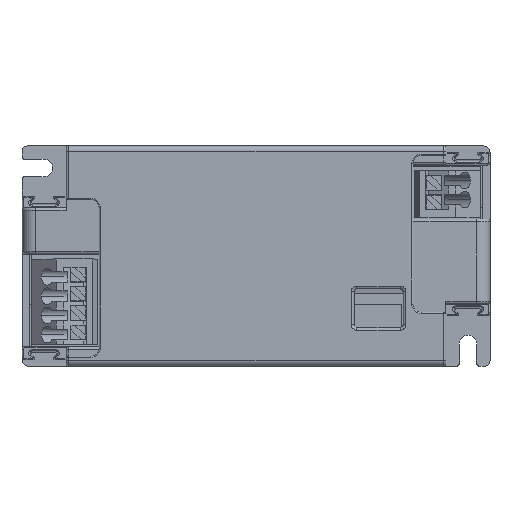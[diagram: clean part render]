
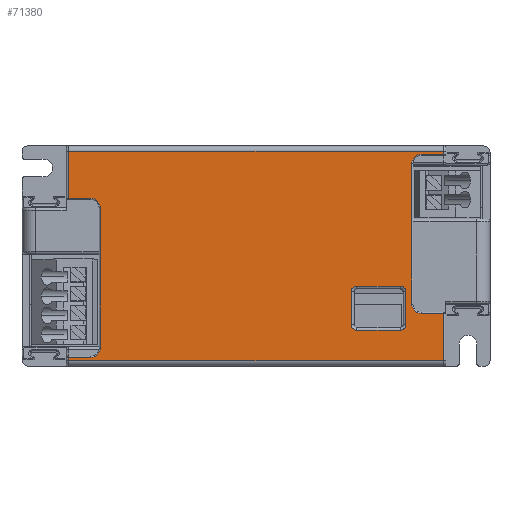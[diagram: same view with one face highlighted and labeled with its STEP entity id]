
A CAD part, top view. The second image highlights one B-rep face of the part: STEP entity #71380.
In plain terms, the highlighted face is planar.
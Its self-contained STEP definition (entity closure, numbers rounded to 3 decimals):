
#69290=CARTESIAN_POINT('',(0.,24.,0.));
#69300=DIRECTION('',(-0.,1.,0.));
#69310=DIRECTION('',(1.,0.,0.));
#69320=AXIS2_PLACEMENT_3D('',#69290,#69300,#69310);
#69330=PLANE('',#69320);
#69340=CARTESIAN_POINT('',(40.,24.,14.5));
#69350=DIRECTION('',(0.,0.,-1.));
#69360=VECTOR('',#69350,1.);
#69370=LINE('',#69340,#69360);
#69380=CARTESIAN_POINT('',(40.,24.,14.5));
#69390=VERTEX_POINT('',#69380);
#69400=CARTESIAN_POINT('',(40.,24.,5.95));
#69410=VERTEX_POINT('',#69400);
#69420=EDGE_CURVE('',#69390,#69410,#69370,.T.);
#69430=ORIENTED_EDGE('',*,*,#69420,.T.);
#69440=CARTESIAN_POINT('',(-28.,24.,14.5));
#69450=DIRECTION('',(1.,0.,0.));
#69460=VECTOR('',#69450,1.);
#69470=LINE('',#69440,#69460);
#69480=CARTESIAN_POINT('',(-28.,24.,14.5));
#69490=VERTEX_POINT('',#69480);
#69500=EDGE_CURVE('',#69490,#69390,#69470,.T.);
#69510=ORIENTED_EDGE('',*,*,#69500,.T.);
#69520=CARTESIAN_POINT('',(-28.,24.,13.95));
#69530=DIRECTION('',(0.,0.,1.));
#69540=VECTOR('',#69530,1.);
#69550=LINE('',#69520,#69540);
#69560=CARTESIAN_POINT('',(-28.,24.,13.95));
#69570=VERTEX_POINT('',#69560);
#69580=EDGE_CURVE('',#69570,#69490,#69550,.T.);
#69590=ORIENTED_EDGE('',*,*,#69580,.T.);
#69600=CARTESIAN_POINT('',(-24.,24.,13.95));
#69610=DIRECTION('',(-1.,0.,0.));
#69620=VECTOR('',#69610,1.);
#69630=LINE('',#69600,#69620);
#69640=CARTESIAN_POINT('',(-24.,24.,13.95));
#69650=VERTEX_POINT('',#69640);
#69660=EDGE_CURVE('',#69650,#69570,#69630,.T.);
#69670=ORIENTED_EDGE('',*,*,#69660,.T.);
#69680=CARTESIAN_POINT('',(-24.,24.,12.25));
#69690=DIRECTION('',(0.,1.,0.));
#69700=DIRECTION('',(0.,0.,1.));
#69710=AXIS2_PLACEMENT_3D('',#69680,#69690,#69700);
#69720=CIRCLE('',#69710,1.7);
#69730=CARTESIAN_POINT('',(-22.3,24.,12.25));
#69740=VERTEX_POINT('',#69730);
#69750=EDGE_CURVE('',#69650,#69740,#69720,.T.);
#69760=ORIENTED_EDGE('',*,*,#69750,.F.);
#69770=CARTESIAN_POINT('',(-22.3,24.,-13.25));
#69780=DIRECTION('',(0.,0.,1.));
#69790=VECTOR('',#69780,1.);
#69800=LINE('',#69770,#69790);
#69810=CARTESIAN_POINT('',(-22.3,24.,-13.25));
#69820=VERTEX_POINT('',#69810);
#69830=EDGE_CURVE('',#69820,#69740,#69800,.T.);
#69840=ORIENTED_EDGE('',*,*,#69830,.T.);
#69850=CARTESIAN_POINT('',(-24.,24.,-13.25));
#69860=DIRECTION('',(0.,1.,0.));
#69870=DIRECTION('',(1.,0.,0.));
#69880=AXIS2_PLACEMENT_3D('',#69850,#69860,#69870);
#69890=CIRCLE('',#69880,1.7);
#69900=CARTESIAN_POINT('',(-24.,24.,-14.95));
#69910=VERTEX_POINT('',#69900);
#69920=EDGE_CURVE('',#69820,#69910,#69890,.T.);
#69930=ORIENTED_EDGE('',*,*,#69920,.F.);
#69940=CARTESIAN_POINT('',(-28.,24.,-14.95));
#69950=DIRECTION('',(1.,0.,0.));
#69960=VECTOR('',#69950,1.);
#69970=LINE('',#69940,#69960);
#69980=CARTESIAN_POINT('',(-28.,24.,-14.95));
#69990=VERTEX_POINT('',#69980);
#70000=EDGE_CURVE('',#69990,#69910,#69970,.T.);
#70010=ORIENTED_EDGE('',*,*,#70000,.T.);
#70020=CARTESIAN_POINT('',(-28.,24.,-23.5));
#70030=DIRECTION('',(0.,0.,1.));
#70040=VECTOR('',#70030,1.);
#70050=LINE('',#70020,#70040);
#70060=CARTESIAN_POINT('',(-28.,24.,-23.5));
#70070=VERTEX_POINT('',#70060);
#70080=EDGE_CURVE('',#70070,#69990,#70050,.T.);
#70090=ORIENTED_EDGE('',*,*,#70080,.T.);
#70100=CARTESIAN_POINT('',(40.,24.,-23.5));
#70110=DIRECTION('',(-1.,0.,0.));
#70120=VECTOR('',#70110,1.);
#70130=LINE('',#70100,#70120);
#70140=CARTESIAN_POINT('',(40.,24.,-23.5));
#70150=VERTEX_POINT('',#70140);
#70160=EDGE_CURVE('',#70150,#70070,#70130,.T.);
#70170=ORIENTED_EDGE('',*,*,#70160,.T.);
#70180=CARTESIAN_POINT('',(40.,24.,-22.95));
#70190=DIRECTION('',(0.,0.,-1.));
#70200=VECTOR('',#70190,1.);
#70210=LINE('',#70180,#70200);
#70220=CARTESIAN_POINT('',(40.,24.,-22.95));
#70230=VERTEX_POINT('',#70220);
#70240=EDGE_CURVE('',#70230,#70150,#70210,.T.);
#70250=ORIENTED_EDGE('',*,*,#70240,.T.);
#70260=CARTESIAN_POINT('',(36.,24.,-22.95));
#70270=DIRECTION('',(1.,0.,0.));
#70280=VECTOR('',#70270,1.);
#70290=LINE('',#70260,#70280);
#70300=CARTESIAN_POINT('',(36.,24.,-22.95));
#70310=VERTEX_POINT('',#70300);
#70320=EDGE_CURVE('',#70310,#70230,#70290,.T.);
#70330=ORIENTED_EDGE('',*,*,#70320,.T.);
#70340=CARTESIAN_POINT('',(36.,24.,-21.25));
#70350=DIRECTION('',(0.,1.,0.));
#70360=DIRECTION('',(0.,0.,-1.));
#70370=AXIS2_PLACEMENT_3D('',#70340,#70350,#70360);
#70380=CIRCLE('',#70370,1.7);
#70390=CARTESIAN_POINT('',(34.3,24.,-21.25));
#70400=VERTEX_POINT('',#70390);
#70410=EDGE_CURVE('',#70310,#70400,#70380,.T.);
#70420=ORIENTED_EDGE('',*,*,#70410,.F.);
#70430=CARTESIAN_POINT('',(34.3,24.,4.25));
#70440=DIRECTION('',(0.,0.,-1.));
#70450=VECTOR('',#70440,1.);
#70460=LINE('',#70430,#70450);
#70470=CARTESIAN_POINT('',(34.3,24.,4.25));
#70480=VERTEX_POINT('',#70470);
#70490=EDGE_CURVE('',#70480,#70400,#70460,.T.);
#70500=ORIENTED_EDGE('',*,*,#70490,.T.);
#70510=CARTESIAN_POINT('',(36.,24.,4.25));
#70520=DIRECTION('',(0.,1.,0.));
#70530=DIRECTION('',(-1.,0.,0.));
#70540=AXIS2_PLACEMENT_3D('',#70510,#70520,#70530);
#70550=CIRCLE('',#70540,1.7);
#70560=CARTESIAN_POINT('',(36.,24.,5.95));
#70570=VERTEX_POINT('',#70560);
#70580=EDGE_CURVE('',#70480,#70570,#70550,.T.);
#70590=ORIENTED_EDGE('',*,*,#70580,.F.);
#70600=CARTESIAN_POINT('',(40.,24.,5.95));
#70610=DIRECTION('',(-1.,0.,0.));
#70620=VECTOR('',#70610,1.);
#70630=LINE('',#70600,#70620);
#70640=EDGE_CURVE('',#69410,#70570,#70630,.T.);
#70650=ORIENTED_EDGE('',*,*,#70640,.T.);
#70660=EDGE_LOOP('',(#70650,#70590,#70500,#70420,#70330,#70250,#70170,
#70090,#70010,#69930,#69840,#69760,#69670,#69590,#69510,#69430));
#70670=FACE_OUTER_BOUND('',#70660,.T.);
#70680=CARTESIAN_POINT('',(24.3,24.,8.));
#70690=DIRECTION('',(0.,1.,0.));
#70700=DIRECTION('',(-1.,0.,0.));
#70710=AXIS2_PLACEMENT_3D('',#70680,#70690,#70700);
#70720=CIRCLE('',#70710,1.);
#70730=CARTESIAN_POINT('',(23.3,24.,8.));
#70740=VERTEX_POINT('',#70730);
#70750=CARTESIAN_POINT('',(24.3,24.,9.));
#70760=VERTEX_POINT('',#70750);
#70770=EDGE_CURVE('',#70740,#70760,#70720,.T.);
#70780=ORIENTED_EDGE('',*,*,#70770,.F.);
#70790=CARTESIAN_POINT('',(32.2,24.,9.));
#70800=DIRECTION('',(-1.,0.,0.));
#70810=VECTOR('',#70800,1.);
#70820=LINE('',#70790,#70810);
#70830=CARTESIAN_POINT('',(32.2,24.,9.));
#70840=VERTEX_POINT('',#70830);
#70850=EDGE_CURVE('',#70840,#70760,#70820,.T.);
#70860=ORIENTED_EDGE('',*,*,#70850,.T.);
#70870=CARTESIAN_POINT('',(32.2,24.,8.));
#70880=DIRECTION('',(0.,1.,0.));
#70890=DIRECTION('',(0.,0.,1.));
#70900=AXIS2_PLACEMENT_3D('',#70870,#70880,#70890);
#70910=CIRCLE('',#70900,1.);
#70920=CARTESIAN_POINT('',(33.2,24.,8.));
#70930=VERTEX_POINT('',#70920);
#70940=EDGE_CURVE('',#70840,#70930,#70910,.T.);
#70950=ORIENTED_EDGE('',*,*,#70940,.F.);
#70960=CARTESIAN_POINT('',(33.2,24.,2.));
#70970=DIRECTION('',(0.,0.,1.));
#70980=VECTOR('',#70970,1.);
#70990=LINE('',#70960,#70980);
#71000=CARTESIAN_POINT('',(33.2,24.,2.));
#71010=VERTEX_POINT('',#71000);
#71020=EDGE_CURVE('',#71010,#70930,#70990,.T.);
#71030=ORIENTED_EDGE('',*,*,#71020,.T.);
#71040=CARTESIAN_POINT('',(32.2,24.,2.));
#71050=DIRECTION('',(0.,1.,0.));
#71060=DIRECTION('',(1.,0.,0.));
#71070=AXIS2_PLACEMENT_3D('',#71040,#71050,#71060);
#71080=CIRCLE('',#71070,1.);
#71090=CARTESIAN_POINT('',(32.2,24.,1.));
#71100=VERTEX_POINT('',#71090);
#71110=EDGE_CURVE('',#71010,#71100,#71080,.T.);
#71120=ORIENTED_EDGE('',*,*,#71110,.F.);
#71130=CARTESIAN_POINT('',(24.3,24.,1.));
#71140=DIRECTION('',(1.,0.,0.));
#71150=VECTOR('',#71140,1.);
#71160=LINE('',#71130,#71150);
#71170=CARTESIAN_POINT('',(24.3,24.,1.));
#71180=VERTEX_POINT('',#71170);
#71190=EDGE_CURVE('',#71180,#71100,#71160,.T.);
#71200=ORIENTED_EDGE('',*,*,#71190,.T.);
#71210=CARTESIAN_POINT('',(24.3,24.,2.));
#71220=DIRECTION('',(0.,1.,0.));
#71230=DIRECTION('',(0.,0.,-1.));
#71240=AXIS2_PLACEMENT_3D('',#71210,#71220,#71230);
#71250=CIRCLE('',#71240,1.);
#71260=CARTESIAN_POINT('',(23.3,24.,2.));
#71270=VERTEX_POINT('',#71260);
#71280=EDGE_CURVE('',#71180,#71270,#71250,.T.);
#71290=ORIENTED_EDGE('',*,*,#71280,.F.);
#71300=CARTESIAN_POINT('',(23.3,24.,8.));
#71310=DIRECTION('',(0.,0.,-1.));
#71320=VECTOR('',#71310,1.);
#71330=LINE('',#71300,#71320);
#71340=EDGE_CURVE('',#70740,#71270,#71330,.T.);
#71350=ORIENTED_EDGE('',*,*,#71340,.T.);
#71360=EDGE_LOOP('',(#71350,#71290,#71200,#71120,#71030,#70950,#70860,
#70780));
#71370=FACE_BOUND('',#71360,.T.);
#71380=ADVANCED_FACE('',(#70670,#71370),#69330,.T.);
